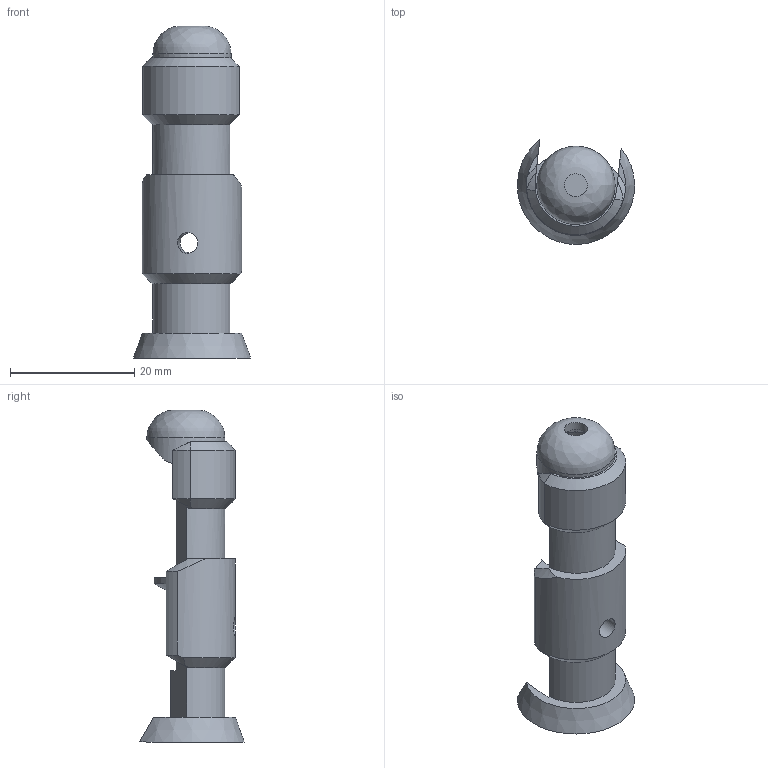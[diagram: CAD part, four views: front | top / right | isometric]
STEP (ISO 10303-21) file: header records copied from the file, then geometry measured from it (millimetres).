
FILE_DESCRIPTION(/* description */ (''),/* implementation_level */ '2;1');
FILE_NAME(/* name */ 'aza-drag-bit-adaptor.step',/* time_stamp */ '2023-03-28T10:50:55-07:00',/* author */ (''),/* organization */ (''),/* preprocessor_version */ 'ST-DEVELOPER v19.2',/* originating_system */ 'Autodesk Translation Framework v11.17.0.187',/* authorisation */ '');
FILE_SCHEMA (('AUTOMOTIVE_DESIGN { 1 0 10303 214 3 1 1 }'));
Length unit declared in the file: millimetre
Products named in the file (1): (export)aza-drag-bit-adaptor
Bounding box: 18.89 x 16.87 x 53.5 mm (x, y, z)
Volume: 4378.9 mm3; surface area: 3243.8 mm2
Topology: 1 solids, 1 shells, 80 faces, 231 edges, 151 vertices
Faces by surface type: plane 36, cylinder 25, cone 15, bspline 4
Full cylindrical faces by diameter (mm): 3.3 x1, 3.7 x1, 12.6 x1
Entity records: 2841 total; most frequent: CARTESIAN_POINT 795, ORIENTED_EDGE 460, DIRECTION 393, EDGE_CURVE 230, VERTEX_POINT 151, AXIS2_PLACEMENT_3D 149, LINE 95, VECTOR 95
